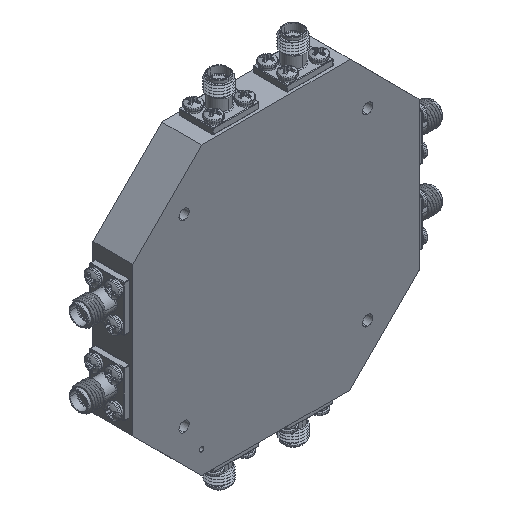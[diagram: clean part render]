
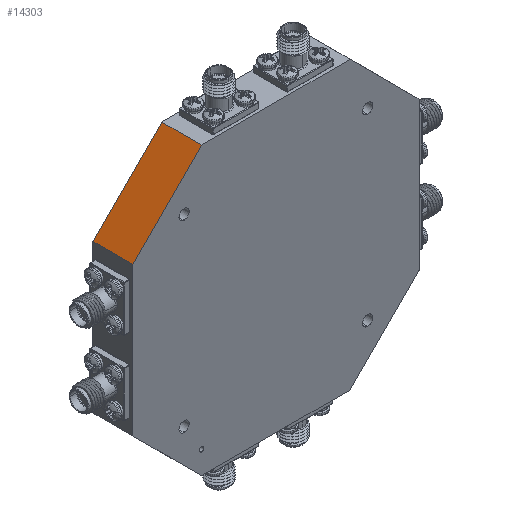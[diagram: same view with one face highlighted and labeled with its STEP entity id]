
A CAD part, isometric view. The second image highlights one B-rep face of the part: STEP entity #14303.
In plain terms, the highlighted planar face has unit normal (-0.707, 0, 0.707).
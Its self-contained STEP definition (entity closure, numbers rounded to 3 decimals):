
#2627 = CARTESIAN_POINT ( 'NONE',  ( 0., 11., -19.05 ) ) ;
#3330 = CARTESIAN_POINT ( 'NONE',  ( 0., 0., -19.05 ) ) ;
#5556 = CARTESIAN_POINT ( 'NONE',  ( 0., 11., -19.05 ) ) ;
#8545 = VECTOR ( 'NONE', #115620, 1000. ) ;
#8911 = LINE ( 'NONE', #52681, #53234 ) ;
#9508 = CARTESIAN_POINT ( 'NONE',  ( 0., 11., -19.05 ) ) ;
#10621 = CARTESIAN_POINT ( 'NONE',  ( 19.05, 11., 0. ) ) ;
#13200 = EDGE_CURVE ( 'NONE', #92635, #98083, #8911, .T. ) ;
#14303 = ADVANCED_FACE ( 'NONE', ( #28139 ), #83341, .F. ) ;
#15203 = ORIENTED_EDGE ( 'NONE', *, *, #77001, .F. ) ;
#20203 = CARTESIAN_POINT ( 'NONE',  ( 19.05, 0., 0. ) ) ;
#20940 = DIRECTION ( 'NONE',  ( 0.707, 0., 0.707 ) ) ;
#28139 = FACE_OUTER_BOUND ( 'NONE', #107649, .T. ) ;
#28844 = DIRECTION ( 'NONE',  ( -0.707, 0., -0.707 ) ) ;
#31446 = CARTESIAN_POINT ( 'NONE',  ( 19.05, 11., 0. ) ) ;
#31997 = ORIENTED_EDGE ( 'NONE', *, *, #127180, .F. ) ;
#40745 = EDGE_CURVE ( 'NONE', #48463, #92635, #128300, .T. ) ;
#47460 = VECTOR ( 'NONE', #108039, 1000. ) ;
#48463 = VERTEX_POINT ( 'NONE', #5556 ) ;
#49465 = ORIENTED_EDGE ( 'NONE', *, *, #40745, .T. ) ;
#52681 = CARTESIAN_POINT ( 'NONE',  ( 0., 0., -19.05 ) ) ;
#53234 = VECTOR ( 'NONE', #20940, 1000. ) ;
#55070 = LINE ( 'NONE', #10621, #100902 ) ;
#55577 = LINE ( 'NONE', #2627, #47460 ) ;
#71626 = AXIS2_PLACEMENT_3D ( 'NONE', #104515, #126418, #28844 ) ;
#77001 = EDGE_CURVE ( 'NONE', #48463, #121975, #55577, .T. ) ;
#83341 = PLANE ( 'NONE',  #71626 ) ;
#92635 = VERTEX_POINT ( 'NONE', #3330 ) ;
#98083 = VERTEX_POINT ( 'NONE', #20203 ) ;
#100902 = VECTOR ( 'NONE', #136633, 1000. ) ;
#104515 = CARTESIAN_POINT ( 'NONE',  ( 0., 11., -19.05 ) ) ;
#107649 = EDGE_LOOP ( 'NONE', ( #108657, #31997, #15203, #49465 ) ) ;
#108039 = DIRECTION ( 'NONE',  ( 0.707, 0., 0.707 ) ) ;
#108657 = ORIENTED_EDGE ( 'NONE', *, *, #13200, .T. ) ;
#115620 = DIRECTION ( 'NONE',  ( 0., -1., 0. ) ) ;
#121975 = VERTEX_POINT ( 'NONE', #31446 ) ;
#126418 = DIRECTION ( 'NONE',  ( 0.707, 0., -0.707 ) ) ;
#127180 = EDGE_CURVE ( 'NONE', #121975, #98083, #55070, .T. ) ;
#128300 = LINE ( 'NONE', #9508, #8545 ) ;
#136633 = DIRECTION ( 'NONE',  ( 0., -1., 0. ) ) ;
